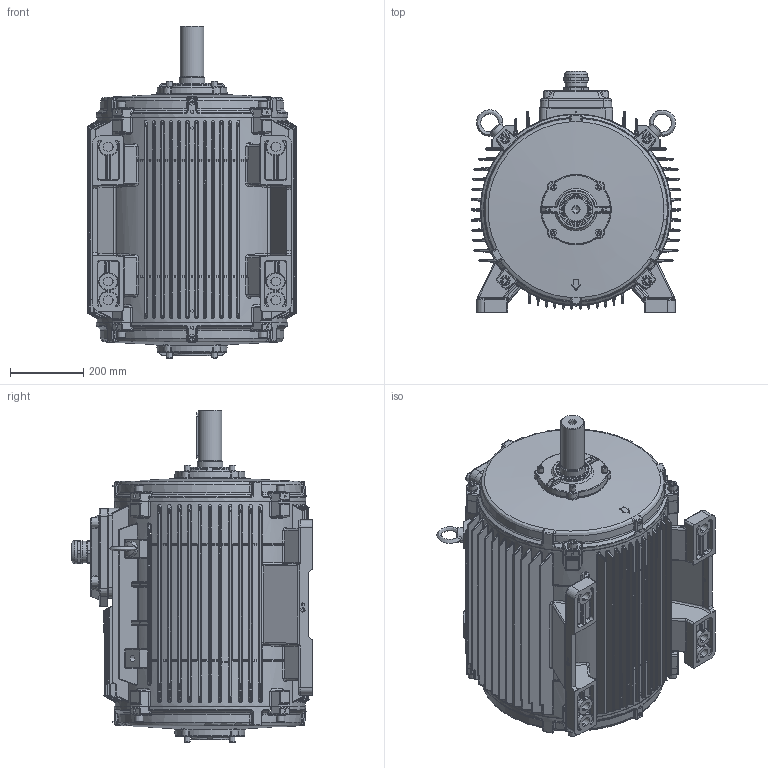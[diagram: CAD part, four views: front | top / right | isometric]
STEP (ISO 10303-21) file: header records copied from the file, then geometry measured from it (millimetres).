
FILE_DESCRIPTION(/* description */ (''),/* implementation_level */ '2;1');
FILE_NAME(/* name */ '662117701_AA-DIS GORUNUS SHG280-2 B3.stp',/* time_stamp */ '2024-07-31T10:10:20+03:00',/* author */ (''),/* organization */ (''),/* preprocessor_version */ 'ST-DEVELOPER v18.102',/* originating_system */ 'SIEMENS PLM Software NX2206.8101',/* authorisation */ '');
FILE_SCHEMA (('AP203_CONFIGURATION_CONTROLLED_3D_DESIGN_OF_MECHANICAL_PARTS_AND_ASSEMBLIES_MIM_LF { 1 0 10303 403 2 1 2}'));
Products named in the file (1): AA_objects
Bounding box: 573.49 x 657.86 x 906.83 mm (x, y, z)
Surface area: 3583390.8 mm2 (no closed solid volume)
Topology: 0 solids, 99 shells, 3703 faces, 11606 edges, 7389 vertices
Faces by surface type: bspline 1170, cylinder 1078, plane 671, torus 491, cone 217, sphere 72, extrusion 4
Full cylindrical faces by diameter (mm): 2.5 x1, 4.5 x4, 7.2 x10, 8 x2, 12 x2, 14.75 x8, 15.73 x8, 18.5 x2, 21 x5, 23.67 x8, 40 x2, 44 x1, 57.633 x1, 59.157 x1, 62.992 x2, 64.4 x1, 65 x1, 70 x1, 72 x1, 80 x1, 82.314 x1, 520 x2
Entity records: 187407 total; most frequent: CARTESIAN_POINT 74525, ORIENTED_EDGE 18358, DIRECTION 17087, EDGE_CURVE 11316, VERTEX_POINT 7320, AXIS2_PLACEMENT_3D 6985, CIRCLE 4054, EDGE_LOOP 4001
